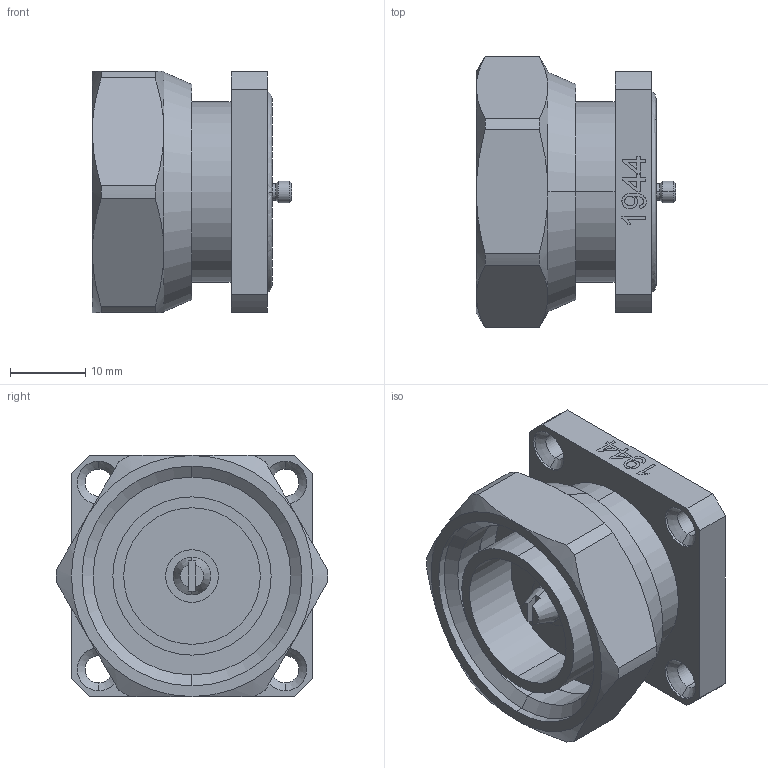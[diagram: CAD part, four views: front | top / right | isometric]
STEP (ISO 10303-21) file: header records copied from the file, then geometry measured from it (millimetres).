
FILE_DESCRIPTION (( 'STEP AP214' ), '1' );
FILE_NAME ('PE1944_3D.STEP', '2022-12-12T22:24:42', ( '' ), ( '' ), 'SwSTEP 2.0', 'SolidWorks 2022', '' );
FILE_SCHEMA (( 'AUTOMOTIVE_DESIGN' ));
Length unit declared in the file: inch
Products named in the file (3): Copy of 7-16-3641-0000^PE1944; Copy of AD-DI8-22-8^PE1944; PE1944_3D
Assembly tree (2 placements, depth 2):
  PE1944_3D
    Copy of 7-16-3641-0000^PE1944
    Copy of AD-DI8-22-8^PE1944
Bounding box: 26.45 x 36 x 32 mm (x, y, z)
Volume: 13661.3 mm3; surface area: 8192.3 mm2
Topology: 2 solids, 2 shells, 178 faces, 417 edges, 262 vertices
Faces by surface type: plane 71, cylinder 56, cone 32, bspline 19
Entity records: 6211 total; most frequent: CARTESIAN_POINT 2045, ORIENTED_EDGE 834, DIRECTION 831, EDGE_CURVE 417, AXIS2_PLACEMENT_3D 308, VERTEX_POINT 262, LINE 215, VECTOR 215
